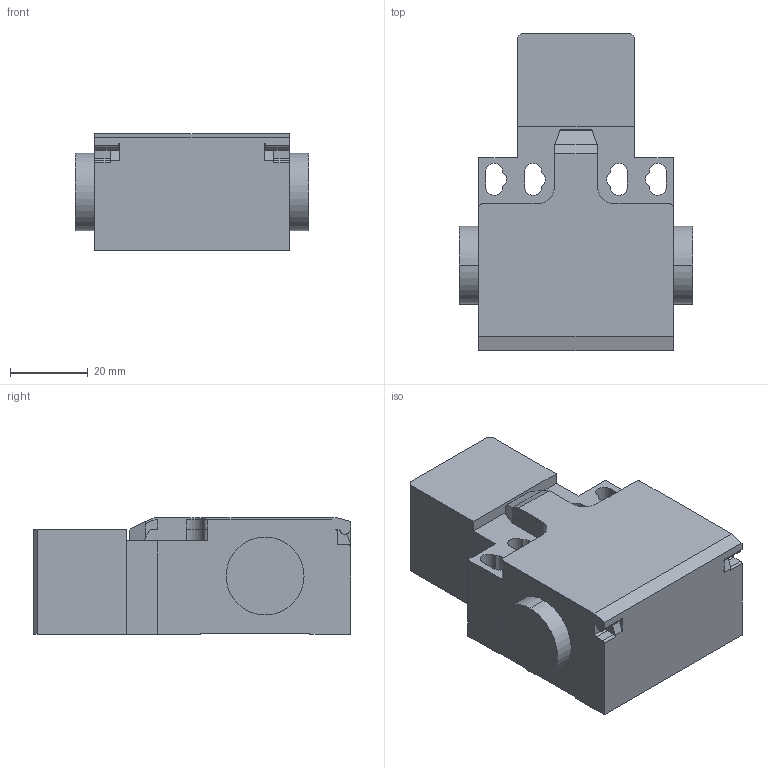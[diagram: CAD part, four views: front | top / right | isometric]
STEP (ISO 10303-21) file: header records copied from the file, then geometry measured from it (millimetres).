
FILE_DESCRIPTION((''),'2;1');
FILE_NAME('3d_KCN4L11.stp','2012-10-03T08:07:50',(''),(''),'Mechanical Desktop 2011','Mechanical Desktop 2011',', , ');
FILE_SCHEMA(('CONFIG_CONTROL_DESIGN'));
Length unit declared in the file: millimetre
Products named in the file (1): Product
Bounding box: 60 x 81.53 x 30 mm (x, y, z)
Volume: 95726 mm3; surface area: 18951.6 mm2
Topology: 2 solids, 2 shells, 124 faces, 407 edges, 325 vertices
Faces by surface type: plane 64, bspline 30, cylinder 30
Entity records: 4658 total; most frequent: CARTESIAN_POINT 1076, ORIENTED_EDGE 736, DIRECTION 679, EDGE_CURVE 368, VECTOR 325, LINE 325, VERTEX_POINT 248, AXIS2_PLACEMENT_3D 177
